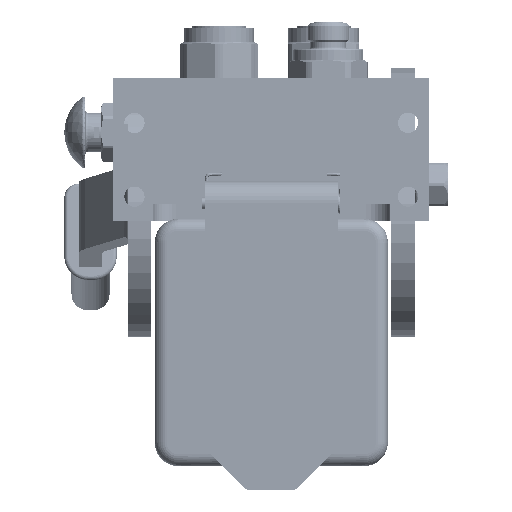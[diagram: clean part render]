
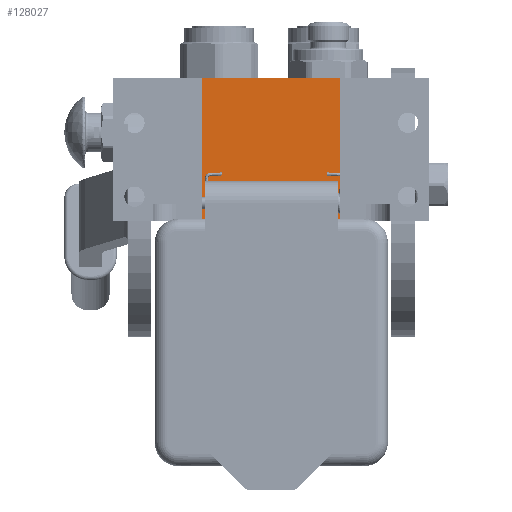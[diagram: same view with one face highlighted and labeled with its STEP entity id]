
A CAD part, left-side view. The second image highlights one B-rep face of the part: STEP entity #128027.
In plain terms, the highlighted face is planar.
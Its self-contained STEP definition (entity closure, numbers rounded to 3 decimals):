
#2465 = DIRECTION ( 'NONE',  ( -1., 0., 0. ) ) ;
#10609 = CARTESIAN_POINT ( 'NONE',  ( 29., 0., -107.5 ) ) ;
#11833 = LINE ( 'NONE', #117624, #15214 ) ;
#13065 = CARTESIAN_POINT ( 'NONE',  ( 29., 0., -107.5 ) ) ;
#15214 = VECTOR ( 'NONE', #2465, 1000. ) ;
#17896 = LINE ( 'NONE', #43680, #31476 ) ;
#20074 = LINE ( 'NONE', #13065, #96075 ) ;
#20397 = EDGE_CURVE ( 'NONE', #40809, #108231, #39430, .T. ) ;
#20446 = EDGE_LOOP ( 'NONE', ( #96526, #99993, #54502, #93892 ) ) ;
#25318 = FACE_OUTER_BOUND ( 'NONE', #20446, .T. ) ;
#29058 = EDGE_CURVE ( 'NONE', #104602, #80332, #17896, .T. ) ;
#31476 = VECTOR ( 'NONE', #31910, 1000. ) ;
#31910 = DIRECTION ( 'NONE',  ( 0., 1., 0. ) ) ;
#38148 = PLANE ( 'NONE',  #63687 ) ;
#39430 = LINE ( 'NONE', #72748, #125416 ) ;
#40809 = VERTEX_POINT ( 'NONE', #10609 ) ;
#43680 = CARTESIAN_POINT ( 'NONE',  ( -29., 0., -107.5 ) ) ;
#48955 = EDGE_CURVE ( 'NONE', #40809, #104602, #20074, .T. ) ;
#54502 = ORIENTED_EDGE ( 'NONE', *, *, #20397, .F. ) ;
#63687 = AXIS2_PLACEMENT_3D ( 'NONE', #104615, #81568, #126198 ) ;
#72748 = CARTESIAN_POINT ( 'NONE',  ( 29., 0., -107.5 ) ) ;
#80332 = VERTEX_POINT ( 'NONE', #123013 ) ;
#81568 = DIRECTION ( 'NONE',  ( 0., 0., -1. ) ) ;
#83168 = DIRECTION ( 'NONE',  ( 0., 1., 0. ) ) ;
#88650 = DIRECTION ( 'NONE',  ( -1., 0., 0. ) ) ;
#93892 = ORIENTED_EDGE ( 'NONE', *, *, #48955, .T. ) ;
#96075 = VECTOR ( 'NONE', #88650, 1000. ) ;
#96526 = ORIENTED_EDGE ( 'NONE', *, *, #29058, .T. ) ;
#99993 = ORIENTED_EDGE ( 'NONE', *, *, #131702, .F. ) ;
#104602 = VERTEX_POINT ( 'NONE', #134289 ) ;
#104615 = CARTESIAN_POINT ( 'NONE',  ( 29., 0., -107.5 ) ) ;
#108231 = VERTEX_POINT ( 'NONE', #127762 ) ;
#117624 = CARTESIAN_POINT ( 'NONE',  ( 29., 60.2, -107.5 ) ) ;
#123013 = CARTESIAN_POINT ( 'NONE',  ( -29., 60.2, -107.5 ) ) ;
#125416 = VECTOR ( 'NONE', #83168, 1000. ) ;
#126198 = DIRECTION ( 'NONE',  ( -1., 0., 0. ) ) ;
#127762 = CARTESIAN_POINT ( 'NONE',  ( 29., 60.2, -107.5 ) ) ;
#128027 = ADVANCED_FACE ( 'NONE', ( #25318 ), #38148, .T. ) ;
#131702 = EDGE_CURVE ( 'NONE', #108231, #80332, #11833, .T. ) ;
#134289 = CARTESIAN_POINT ( 'NONE',  ( -29., 0., -107.5 ) ) ;
